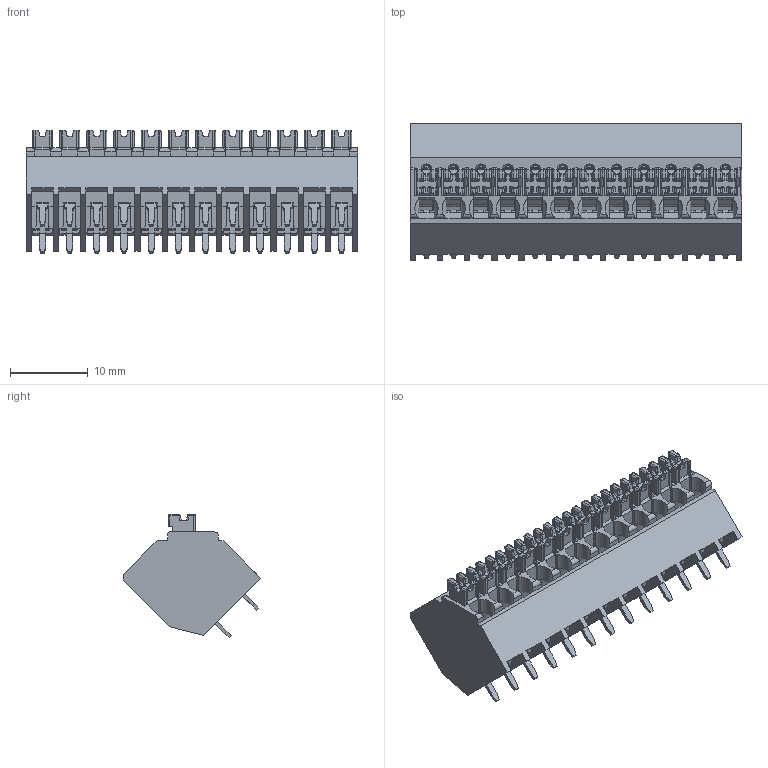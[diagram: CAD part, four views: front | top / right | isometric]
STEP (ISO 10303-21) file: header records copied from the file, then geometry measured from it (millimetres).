
FILE_DESCRIPTION(/* description */ ('Unknown'),/* implementation_level */ '2;1');
FILE_NAME(/* name */ '691810120012',/* time_stamp */ '2021-10-06T14:44:59+02:00',/* author */ ('Unknown'),/* organization */ ('Unknown'),/* preprocessor_version */ 'ST-DEVELOPER v16.7',/* originating_system */ 'Solid Edge',/* authorisation */ 'Unknown');
FILE_SCHEMA (('AUTOMOTIVE_DESIGN {1 0 10303 214 3 1 1}'));
Length unit declared in the file: millimetre
Products named in the file (5): 6918101200xx; 691410120012; 6918101200xx_SolderPin; 6914101000xx_SpringClamp; 6914101000xx_Lever
Assembly tree (37 placements, depth 2):
  6918101200xx
    691410120012
    6918101200xx_SolderPin  x12
    6914101000xx_SpringClamp  x12
    6914101000xx_Lever  x12
Bounding box: 42.7 x 17.75 x 15.88 mm (x, y, z)
Volume: 2992.7 mm3; surface area: 10233.5 mm2
Topology: 37 solids, 37 shells, 4519 faces, 12457 edges, 7795 vertices
Faces by surface type: plane 2798, cylinder 1300, sphere 193, bspline 168, torus 48, cone 12
Entity records: 47475 total; most frequent: CARTESIAN_POINT 9153, ORIENTED_EDGE 8248, DIRECTION 7524, EDGE_CURVE 4124, LINE 3494, VECTOR 3494, VERTEX_POINT 2647, AXIS2_PLACEMENT_3D 2015
